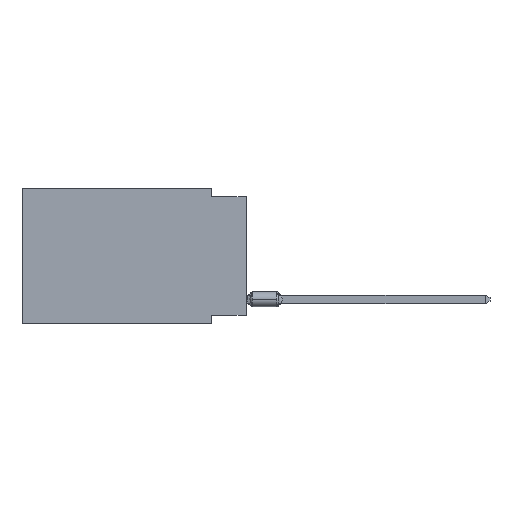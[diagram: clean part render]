
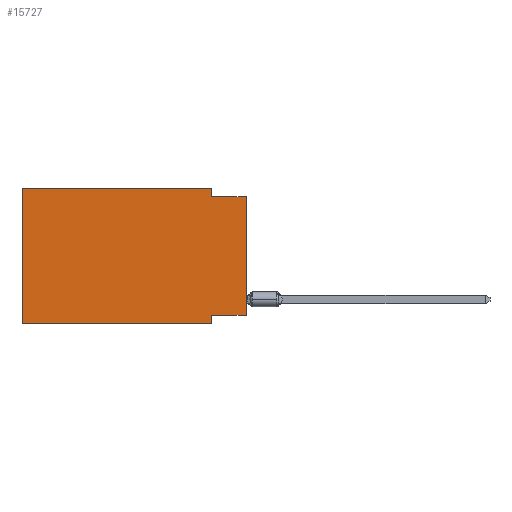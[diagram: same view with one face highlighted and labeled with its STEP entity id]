
A CAD part, left-side view. The second image highlights one B-rep face of the part: STEP entity #15727.
In plain terms, the highlighted planar face has unit normal (-1, 0, 0).
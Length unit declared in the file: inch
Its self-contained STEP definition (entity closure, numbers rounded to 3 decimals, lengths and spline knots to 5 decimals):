
#189 = CARTESIAN_POINT ( 'NONE',  ( 0., 0., -0.025 ) ) ;
#1133 = VECTOR ( 'NONE', #9480, 39.37008 ) ;
#1136 = VERTEX_POINT ( 'NONE', #11396 ) ;
#1246 = ORIENTED_EDGE ( 'NONE', *, *, #10473, .F. ) ;
#1472 = DIRECTION ( 'NONE',  ( 0., -1., 0. ) ) ;
#1492 = FACE_OUTER_BOUND ( 'NONE', #14428, .T. ) ;
#1561 = VECTOR ( 'NONE', #1472, 39.37008 ) ;
#2039 = VECTOR ( 'NONE', #15562, 39.37008 ) ;
#2155 = EDGE_CURVE ( 'NONE', #9322, #8786, #14096, .T. ) ;
#2349 = DIRECTION ( 'NONE',  ( 0., -1., 0. ) ) ;
#2380 = DIRECTION ( 'NONE',  ( 0., -1., 0. ) ) ;
#2494 = ORIENTED_EDGE ( 'NONE', *, *, #11854, .F. ) ;
#2954 = VERTEX_POINT ( 'NONE', #12832 ) ;
#3312 = CARTESIAN_POINT ( 'NONE',  ( 0., 0.1, -0.39 ) ) ;
#3341 = VERTEX_POINT ( 'NONE', #189 ) ;
#3595 = VECTOR ( 'NONE', #12850, 39.37008 ) ;
#4212 = EDGE_CURVE ( 'NONE', #13637, #3341, #5111, .T. ) ;
#4304 = VECTOR ( 'NONE', #16815, 39.37008 ) ;
#5111 = LINE ( 'NONE', #10505, #2039 ) ;
#5144 = LINE ( 'NONE', #10206, #3595 ) ;
#5363 = LINE ( 'NONE', #10827, #1133 ) ;
#6072 = VECTOR ( 'NONE', #13619, 39.37008 ) ;
#6229 = EDGE_CURVE ( 'NONE', #9322, #16567, #11503, .T. ) ;
#6462 = CARTESIAN_POINT ( 'NONE',  ( 0., 0.645, 0. ) ) ;
#6553 = CARTESIAN_POINT ( 'NONE',  ( 0., 0.1, -0.025 ) ) ;
#7480 = LINE ( 'NONE', #10125, #13166 ) ;
#7736 = EDGE_CURVE ( 'NONE', #15751, #3341, #9189, .T. ) ;
#8039 = ORIENTED_EDGE ( 'NONE', *, *, #11556, .F. ) ;
#8786 = VERTEX_POINT ( 'NONE', #3312 ) ;
#8810 = ORIENTED_EDGE ( 'NONE', *, *, #2155, .T. ) ;
#8822 = CARTESIAN_POINT ( 'NONE',  ( 0., 0., -0.365 ) ) ;
#9189 = LINE ( 'NONE', #15759, #1561 ) ;
#9286 = PLANE ( 'NONE',  #10843 ) ;
#9322 = VERTEX_POINT ( 'NONE', #15336 ) ;
#9480 = DIRECTION ( 'NONE',  ( 0., 1., 0. ) ) ;
#9852 = CARTESIAN_POINT ( 'NONE',  ( 0., 0.1, 0. ) ) ;
#10125 = CARTESIAN_POINT ( 'NONE',  ( 0., 0.645, 0. ) ) ;
#10206 = CARTESIAN_POINT ( 'NONE',  ( 0., 0.1, -0.39 ) ) ;
#10341 = CARTESIAN_POINT ( 'NONE',  ( 0., 0.645, 0. ) ) ;
#10473 = EDGE_CURVE ( 'NONE', #2954, #8786, #5144, .T. ) ;
#10505 = CARTESIAN_POINT ( 'NONE',  ( 0., 0., 0. ) ) ;
#10559 = DIRECTION ( 'NONE',  ( 0., 0., -1. ) ) ;
#10827 = CARTESIAN_POINT ( 'NONE',  ( 0., 0., -0.365 ) ) ;
#10843 = AXIS2_PLACEMENT_3D ( 'NONE', #6462, #12884, #10559 ) ;
#11011 = EDGE_CURVE ( 'NONE', #13637, #2954, #5363, .T. ) ;
#11300 = VECTOR ( 'NONE', #2380, 39.37008 ) ;
#11396 = CARTESIAN_POINT ( 'NONE',  ( 0., 0.1, 0. ) ) ;
#11503 = LINE ( 'NONE', #12785, #4304 ) ;
#11556 = EDGE_CURVE ( 'NONE', #16567, #1136, #7480, .T. ) ;
#11854 = EDGE_CURVE ( 'NONE', #1136, #15751, #16103, .T. ) ;
#12785 = CARTESIAN_POINT ( 'NONE',  ( 0., 0.645, 0. ) ) ;
#12832 = CARTESIAN_POINT ( 'NONE',  ( 0., 0.1, -0.365 ) ) ;
#12850 = DIRECTION ( 'NONE',  ( 0., 0., -1. ) ) ;
#12884 = DIRECTION ( 'NONE',  ( 1., 0., 0. ) ) ;
#13166 = VECTOR ( 'NONE', #2349, 39.37008 ) ;
#13619 = DIRECTION ( 'NONE',  ( 0., 0., -1. ) ) ;
#13637 = VERTEX_POINT ( 'NONE', #8822 ) ;
#14096 = LINE ( 'NONE', #14266, #11300 ) ;
#14116 = ORIENTED_EDGE ( 'NONE', *, *, #11011, .F. ) ;
#14266 = CARTESIAN_POINT ( 'NONE',  ( 0., 0.645, -0.39 ) ) ;
#14428 = EDGE_LOOP ( 'NONE', ( #16822, #15695, #2494, #8039, #15693, #8810, #1246, #14116 ) ) ;
#15336 = CARTESIAN_POINT ( 'NONE',  ( 0., 0.645, -0.39 ) ) ;
#15562 = DIRECTION ( 'NONE',  ( 0., 0., 1. ) ) ;
#15693 = ORIENTED_EDGE ( 'NONE', *, *, #6229, .F. ) ;
#15695 = ORIENTED_EDGE ( 'NONE', *, *, #7736, .F. ) ;
#15727 = ADVANCED_FACE ( 'NONE', ( #1492 ), #9286, .F. ) ;
#15751 = VERTEX_POINT ( 'NONE', #6553 ) ;
#15759 = CARTESIAN_POINT ( 'NONE',  ( 0., 0., -0.025 ) ) ;
#16103 = LINE ( 'NONE', #9852, #6072 ) ;
#16567 = VERTEX_POINT ( 'NONE', #10341 ) ;
#16815 = DIRECTION ( 'NONE',  ( 0., 0., 1. ) ) ;
#16822 = ORIENTED_EDGE ( 'NONE', *, *, #4212, .T. ) ;
